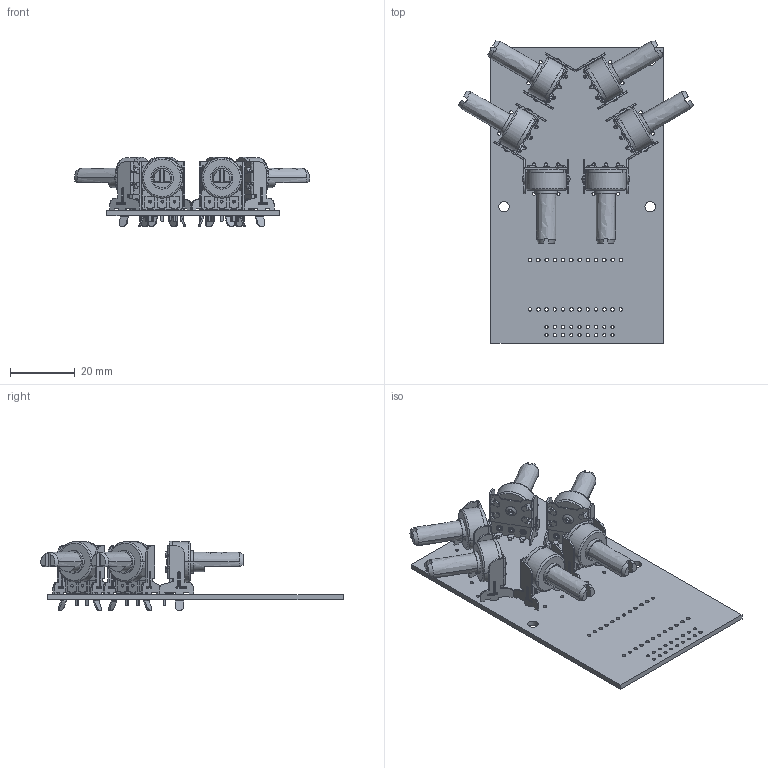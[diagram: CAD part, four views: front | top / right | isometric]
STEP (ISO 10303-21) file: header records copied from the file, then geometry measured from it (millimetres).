
FILE_DESCRIPTION(('KiCad electronic assembly'),'2;1');
FILE_NAME('spacefox.step','2022-12-11T10:37:01',('Pcbnew'),('Kicad'), 'Open CASCADE STEP processor 7.6','KiCad to STEP converter','Unknown' );
FILE_SCHEMA(('AUTOMOTIVE_DESIGN { 1 0 10303 214 1 1 1 1 }'));
Length unit declared in the file: millimetre
Products named in the file (4): spacefox 1; P120K-F20BR10K; SOLID; spacefox PCB
Assembly tree (8 placements, depth 3):
  spacefox 1
    P120K-F20BR10K  x6
      SOLID
    spacefox PCB
Bounding box: 72.36 x 93.02 x 21.37 mm (x, y, z)
Volume: 14714 mm3; surface area: 21558.5 mm2
Topology: 7 solids, 7 shells, 2728 faces, 7260 edges, 4528 vertices
Faces by surface type: bspline 2634, cylinder 88, plane 6
Full cylindrical faces by diameter (mm): 1 x48, 1.1 x24, 2.8 x12, 3.2 x4
Entity records: 35265 total; most frequent: CARTESIAN_POINT 15154, ORIENTED_EDGE 2880, PCURVE 2880, DEFINITIONAL_REPRESENTATION 2880, B_SPLINE_CURVE_WITH_KNOTS 2840, EDGE_CURVE 1440, SURFACE_CURVE 1352, DIRECTION 1034
